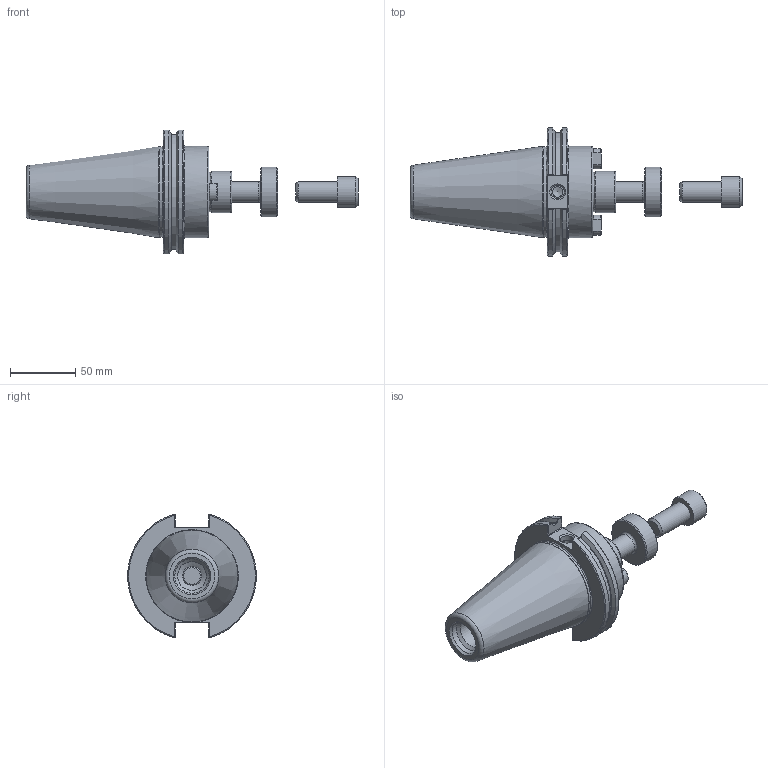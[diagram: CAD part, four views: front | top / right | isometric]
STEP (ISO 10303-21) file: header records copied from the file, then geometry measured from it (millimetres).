
FILE_DESCRIPTION((''),'2;1');
FILE_NAME('C50-12SM1.stp','2014-10-28T13:16:57',('kaykin'),(''),'Autodesk Inventor 2012','Autodesk Inventor 2012','');
FILE_SCHEMA(('AUTOMOTIVE_DESIGN { 1 0 10303 214 1 1 1 1 }'));
Length unit declared in the file: inch
Products named in the file (5): C50-12SM1; C50-12SM1-1; 028-193; 12KY; 12LS
Assembly tree (5 placements, depth 2):
  C50-12SM1
    C50-12SM1-1
    028-193
    12KY  x2
    12LS
Bounding box: 253.67 x 98.06 x 94.71 mm (x, y, z)
Volume: 434710.9 mm3; surface area: 64614.4 mm2
Topology: 5 solids, 5 shells, 173 faces, 410 edges, 260 vertices
Faces by surface type: plane 67, cylinder 47, cone 44, bspline 8, torus 7
Full cylindrical faces by diameter (mm): 4.826 x2, 7.925 x1, 8 x1, 10.135 x1, 11.938 x2, 12.179 x2, 12.687 x2, 12.827 x2, 14.351 x1, 15.748 x1, 15.875 x1, 16.764 x1, 21.971 x1, 23.622 x1, 26.365 x1, 30.216 x1, 31.74 x1, 38.1 x1, 69.342 x1, 69.85 x1
Entity records: 5169 total; most frequent: CARTESIAN_POINT 1709, DIRECTION 660, ORIENTED_EDGE 610, EDGE_CURVE 305, AXIS2_PLACEMENT_3D 270, EDGE_LOOP 224, VERTEX_POINT 223, FACE_OUTER_BOUND 155
